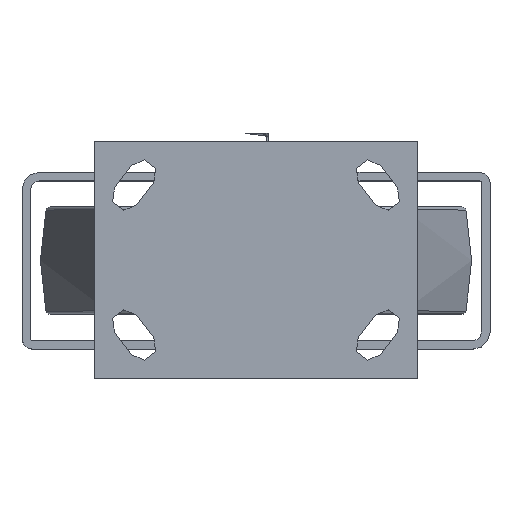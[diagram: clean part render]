
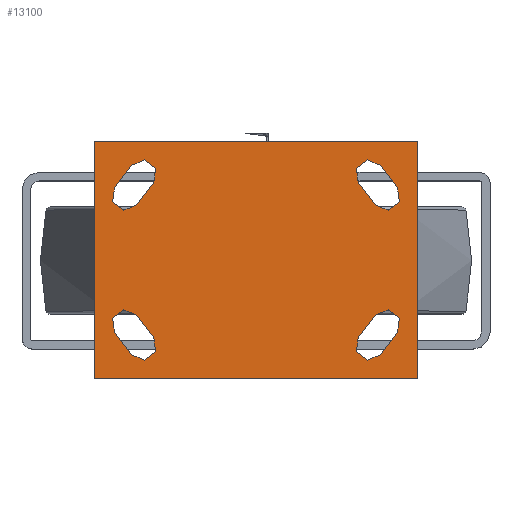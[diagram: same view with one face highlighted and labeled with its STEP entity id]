
A CAD part, top view. The second image highlights one B-rep face of the part: STEP entity #13100.
In plain terms, the highlighted planar face has unit normal (0, 0, 1).
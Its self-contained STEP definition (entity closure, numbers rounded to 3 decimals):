
#1277=FACE_BOUND('',#2884,.T.);
#1278=FACE_BOUND('',#2885,.T.);
#1279=FACE_BOUND('',#2886,.T.);
#1280=FACE_BOUND('',#2887,.T.);
#1474=PLANE('',#14232);
#2022=FACE_OUTER_BOUND('',#2883,.T.);
#2883=EDGE_LOOP('',(#10741,#10742,#10743,#10744));
#2884=EDGE_LOOP('',(#10745,#10746,#10747,#10748));
#2885=EDGE_LOOP('',(#10749,#10750,#10751,#10752));
#2886=EDGE_LOOP('',(#10753,#10754,#10755,#10756));
#2887=EDGE_LOOP('',(#10757,#10758,#10759,#10760));
#3701=LINE('',#23877,#4558);
#3702=LINE('',#23879,#4559);
#3703=LINE('',#23881,#4560);
#3704=LINE('',#23882,#4561);
#3705=LINE('',#23887,#4562);
#3706=LINE('',#23890,#4563);
#3707=LINE('',#23893,#4564);
#3708=LINE('',#23897,#4565);
#3709=LINE('',#23903,#4566);
#3710=LINE('',#23906,#4567);
#3711=LINE('',#23909,#4568);
#3712=LINE('',#23913,#4569);
#4558=VECTOR('',#16402,1000.);
#4559=VECTOR('',#16403,1000.);
#4560=VECTOR('',#16404,1000.);
#4561=VECTOR('',#16405,1000.);
#4562=VECTOR('',#16408,1000.);
#4563=VECTOR('',#16411,1000.);
#4564=VECTOR('',#16412,1000.);
#4565=VECTOR('',#16415,1000.);
#4566=VECTOR('',#16420,1000.);
#4567=VECTOR('',#16423,1000.);
#4568=VECTOR('',#16424,1000.);
#4569=VECTOR('',#16427,1000.);
#5236=CIRCLE('',#14233,6.5);
#5237=CIRCLE('',#14234,6.5);
#5238=CIRCLE('',#14235,6.5);
#5239=CIRCLE('',#14236,6.5);
#5240=CIRCLE('',#14237,6.5);
#5241=CIRCLE('',#14238,6.5);
#5242=CIRCLE('',#14239,6.5);
#5243=CIRCLE('',#14240,6.5);
#6108=VERTEX_POINT('',#23875);
#6109=VERTEX_POINT('',#23876);
#6110=VERTEX_POINT('',#23878);
#6111=VERTEX_POINT('',#23880);
#6112=VERTEX_POINT('',#23883);
#6113=VERTEX_POINT('',#23884);
#6114=VERTEX_POINT('',#23886);
#6115=VERTEX_POINT('',#23888);
#6116=VERTEX_POINT('',#23891);
#6117=VERTEX_POINT('',#23892);
#6118=VERTEX_POINT('',#23894);
#6119=VERTEX_POINT('',#23896);
#6120=VERTEX_POINT('',#23899);
#6121=VERTEX_POINT('',#23900);
#6122=VERTEX_POINT('',#23902);
#6123=VERTEX_POINT('',#23904);
#6124=VERTEX_POINT('',#23907);
#6125=VERTEX_POINT('',#23908);
#6126=VERTEX_POINT('',#23910);
#6127=VERTEX_POINT('',#23912);
#7737=EDGE_CURVE('',#6108,#6109,#3701,.T.);
#7738=EDGE_CURVE('',#6109,#6110,#3702,.T.);
#7739=EDGE_CURVE('',#6111,#6110,#3703,.T.);
#7740=EDGE_CURVE('',#6108,#6111,#3704,.T.);
#7741=EDGE_CURVE('',#6112,#6113,#5236,.T.);
#7742=EDGE_CURVE('',#6113,#6114,#3705,.T.);
#7743=EDGE_CURVE('',#6114,#6115,#5237,.T.);
#7744=EDGE_CURVE('',#6115,#6112,#3706,.T.);
#7745=EDGE_CURVE('',#6116,#6117,#3707,.T.);
#7746=EDGE_CURVE('',#6117,#6118,#5238,.T.);
#7747=EDGE_CURVE('',#6118,#6119,#3708,.T.);
#7748=EDGE_CURVE('',#6119,#6116,#5239,.T.);
#7749=EDGE_CURVE('',#6120,#6121,#5240,.T.);
#7750=EDGE_CURVE('',#6122,#6120,#3709,.T.);
#7751=EDGE_CURVE('',#6123,#6122,#5241,.T.);
#7752=EDGE_CURVE('',#6121,#6123,#3710,.T.);
#7753=EDGE_CURVE('',#6124,#6125,#3711,.T.);
#7754=EDGE_CURVE('',#6126,#6124,#5242,.T.);
#7755=EDGE_CURVE('',#6127,#6126,#3712,.T.);
#7756=EDGE_CURVE('',#6125,#6127,#5243,.T.);
#10741=ORIENTED_EDGE('',*,*,#7737,.T.);
#10742=ORIENTED_EDGE('',*,*,#7738,.T.);
#10743=ORIENTED_EDGE('',*,*,#7739,.F.);
#10744=ORIENTED_EDGE('',*,*,#7740,.F.);
#10745=ORIENTED_EDGE('',*,*,#7741,.T.);
#10746=ORIENTED_EDGE('',*,*,#7742,.T.);
#10747=ORIENTED_EDGE('',*,*,#7743,.T.);
#10748=ORIENTED_EDGE('',*,*,#7744,.T.);
#10749=ORIENTED_EDGE('',*,*,#7745,.T.);
#10750=ORIENTED_EDGE('',*,*,#7746,.T.);
#10751=ORIENTED_EDGE('',*,*,#7747,.T.);
#10752=ORIENTED_EDGE('',*,*,#7748,.T.);
#10753=ORIENTED_EDGE('',*,*,#7749,.F.);
#10754=ORIENTED_EDGE('',*,*,#7750,.F.);
#10755=ORIENTED_EDGE('',*,*,#7751,.F.);
#10756=ORIENTED_EDGE('',*,*,#7752,.F.);
#10757=ORIENTED_EDGE('',*,*,#7753,.F.);
#10758=ORIENTED_EDGE('',*,*,#7754,.F.);
#10759=ORIENTED_EDGE('',*,*,#7755,.F.);
#10760=ORIENTED_EDGE('',*,*,#7756,.F.);
#13100=ADVANCED_FACE('',(#2022,#1277,#1278,#1279,#1280),#1474,.T.);
#14232=AXIS2_PLACEMENT_3D('',#23874,#16400,#16401);
#14233=AXIS2_PLACEMENT_3D('',#23885,#16406,#16407);
#14234=AXIS2_PLACEMENT_3D('',#23889,#16409,#16410);
#14235=AXIS2_PLACEMENT_3D('',#23895,#16413,#16414);
#14236=AXIS2_PLACEMENT_3D('',#23898,#16416,#16417);
#14237=AXIS2_PLACEMENT_3D('',#23901,#16418,#16419);
#14238=AXIS2_PLACEMENT_3D('',#23905,#16421,#16422);
#14239=AXIS2_PLACEMENT_3D('',#23911,#16425,#16426);
#14240=AXIS2_PLACEMENT_3D('',#23914,#16428,#16429);
#16400=DIRECTION('center_axis',(0.,0.,1.));
#16401=DIRECTION('ref_axis',(1.,0.,0.));
#16402=DIRECTION('',(0.,1.,0.));
#16403=DIRECTION('',(-1.,0.,0.));
#16404=DIRECTION('',(0.,1.,0.));
#16405=DIRECTION('',(-1.,0.,0.));
#16406=DIRECTION('center_axis',(0.,0.,-1.));
#16407=DIRECTION('ref_axis',(-1.,0.,0.));
#16408=DIRECTION('',(-0.606,0.795,0.));
#16409=DIRECTION('center_axis',(0.,0.,-1.));
#16410=DIRECTION('ref_axis',(-1.,0.,0.));
#16411=DIRECTION('',(0.606,-0.795,0.));
#16412=DIRECTION('',(0.606,0.795,0.));
#16413=DIRECTION('center_axis',(0.,0.,-1.));
#16414=DIRECTION('ref_axis',(1.,0.,0.));
#16415=DIRECTION('',(-0.606,-0.795,0.));
#16416=DIRECTION('center_axis',(0.,0.,-1.));
#16417=DIRECTION('ref_axis',(1.,0.,0.));
#16418=DIRECTION('center_axis',(0.,0.,1.));
#16419=DIRECTION('ref_axis',(-1.,0.,0.));
#16420=DIRECTION('',(0.606,0.795,0.));
#16421=DIRECTION('center_axis',(0.,0.,1.));
#16422=DIRECTION('ref_axis',(-1.,0.,0.));
#16423=DIRECTION('',(-0.606,-0.795,0.));
#16424=DIRECTION('',(0.606,-0.795,0.));
#16425=DIRECTION('center_axis',(0.,0.,1.));
#16426=DIRECTION('ref_axis',(1.,0.,0.));
#16427=DIRECTION('',(-0.606,0.795,0.));
#16428=DIRECTION('center_axis',(0.,0.,1.));
#16429=DIRECTION('ref_axis',(1.,0.,0.));
#23874=CARTESIAN_POINT('Origin',(0.,0.,0.));
#23875=CARTESIAN_POINT('',(75.,-55.,0.));
#23876=CARTESIAN_POINT('',(75.,55.,0.));
#23877=CARTESIAN_POINT('',(75.,-55.,0.));
#23878=CARTESIAN_POINT('',(-75.,55.,0.));
#23879=CARTESIAN_POINT('',(75.,55.,0.));
#23880=CARTESIAN_POINT('',(-75.,-55.,0.));
#23881=CARTESIAN_POINT('',(-75.,-55.,0.));
#23882=CARTESIAN_POINT('',(75.,-55.,0.));
#23883=CARTESIAN_POINT('',(-47.377,-36.,0.));
#23884=CARTESIAN_POINT('',(-57.716,-43.878,0.));
#23885=CARTESIAN_POINT('Origin',(-52.5,-40.,0.));
#23886=CARTESIAN_POINT('',(-65.623,-33.5,0.));
#23887=CARTESIAN_POINT('',(-57.716,-43.878,0.));
#23888=CARTESIAN_POINT('',(-55.284,-25.622,0.));
#23889=CARTESIAN_POINT('Origin',(-60.5,-29.5,0.));
#23890=CARTESIAN_POINT('',(-47.377,-36.,0.));
#23891=CARTESIAN_POINT('',(47.377,-36.,0.));
#23892=CARTESIAN_POINT('',(55.284,-25.622,0.));
#23893=CARTESIAN_POINT('',(47.377,-36.,0.));
#23894=CARTESIAN_POINT('',(65.623,-33.5,0.));
#23895=CARTESIAN_POINT('Origin',(60.5,-29.5,0.));
#23896=CARTESIAN_POINT('',(57.716,-43.878,0.));
#23897=CARTESIAN_POINT('',(57.716,-43.878,0.));
#23898=CARTESIAN_POINT('Origin',(52.5,-40.,0.));
#23899=CARTESIAN_POINT('',(-47.377,36.,0.));
#23900=CARTESIAN_POINT('',(-57.716,43.878,0.));
#23901=CARTESIAN_POINT('Origin',(-52.5,40.,0.));
#23902=CARTESIAN_POINT('',(-55.284,25.622,0.));
#23903=CARTESIAN_POINT('',(-47.377,36.,0.));
#23904=CARTESIAN_POINT('',(-65.623,33.5,0.));
#23905=CARTESIAN_POINT('Origin',(-60.5,29.5,0.));
#23906=CARTESIAN_POINT('',(-57.716,43.878,0.));
#23907=CARTESIAN_POINT('',(47.377,36.,0.));
#23908=CARTESIAN_POINT('',(55.284,25.622,0.));
#23909=CARTESIAN_POINT('',(47.377,36.,0.));
#23910=CARTESIAN_POINT('',(57.716,43.878,0.));
#23911=CARTESIAN_POINT('Origin',(52.5,40.,0.));
#23912=CARTESIAN_POINT('',(65.623,33.5,0.));
#23913=CARTESIAN_POINT('',(57.716,43.878,0.));
#23914=CARTESIAN_POINT('Origin',(60.5,29.5,0.));
